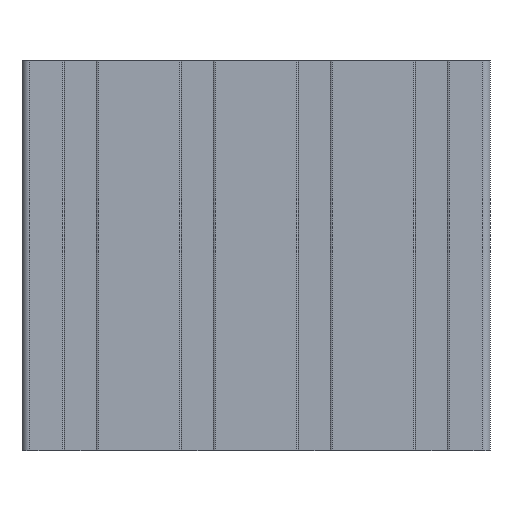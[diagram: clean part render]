
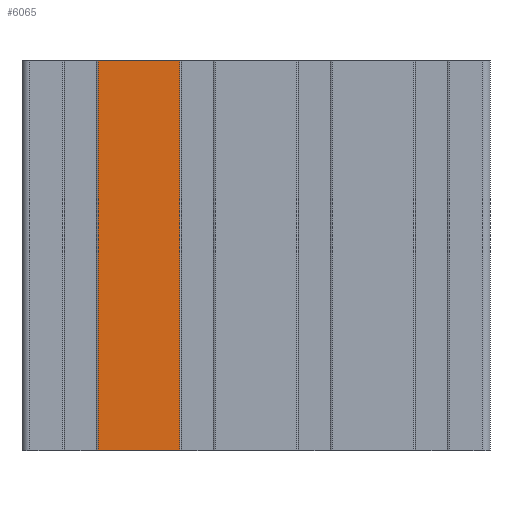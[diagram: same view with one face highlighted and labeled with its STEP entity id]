
A CAD part, front view. The second image highlights one B-rep face of the part: STEP entity #6065.
In plain terms, the highlighted planar face has unit normal (0, -1, 0).
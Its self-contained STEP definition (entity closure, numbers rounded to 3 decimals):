
#47=PLANE('',#6551);
#211=FACE_OUTER_BOUND('',#540,.T.);
#540=EDGE_LOOP('',(#4365,#4366,#4367,#4368));
#938=LINE('',#9219,#1562);
#1038=LINE('',#9602,#1662);
#1039=LINE('',#9605,#1663);
#1040=LINE('',#9606,#1664);
#1562=VECTOR('',#7244,20.8);
#1662=VECTOR('',#7546,100.);
#1663=VECTOR('',#7549,100.);
#1664=VECTOR('',#7550,20.8);
#2578=VERTEX_POINT('',#9216);
#2579=VERTEX_POINT('',#9218);
#2760=VERTEX_POINT('',#9598);
#2762=VERTEX_POINT('',#9604);
#3212=EDGE_CURVE('',#2579,#2578,#938,.T.);
#3404=EDGE_CURVE('',#2579,#2760,#1038,.T.);
#3405=EDGE_CURVE('',#2762,#2578,#1039,.T.);
#3406=EDGE_CURVE('',#2760,#2762,#1040,.T.);
#4365=ORIENTED_EDGE('',*,*,#3404,.F.);
#4366=ORIENTED_EDGE('',*,*,#3212,.T.);
#4367=ORIENTED_EDGE('',*,*,#3405,.F.);
#4368=ORIENTED_EDGE('',*,*,#3406,.F.);
#6065=ADVANCED_FACE('',(#211),#47,.T.);
#6551=AXIS2_PLACEMENT_3D('',#9603,#7547,#7548);
#7244=DIRECTION('',(1.,0.,0.));
#7546=DIRECTION('',(0.,0.,1.));
#7547=DIRECTION('center_axis',(0.,-1.,0.));
#7548=DIRECTION('ref_axis',(1.,0.,0.));
#7549=DIRECTION('',(0.,0.,-1.));
#7550=DIRECTION('',(1.,0.,0.));
#9216=CARTESIAN_POINT('',(-19.6,-15.,0.));
#9218=CARTESIAN_POINT('',(-40.4,-15.,0.));
#9219=CARTESIAN_POINT('',(-40.9,-15.,0.));
#9598=CARTESIAN_POINT('',(-40.4,-15.,100.));
#9602=CARTESIAN_POINT('',(-40.4,-15.,0.));
#9603=CARTESIAN_POINT('Origin',(-40.9,-15.,0.));
#9604=CARTESIAN_POINT('',(-19.6,-15.,100.));
#9605=CARTESIAN_POINT('',(-19.6,-15.,0.));
#9606=CARTESIAN_POINT('',(-40.9,-15.,100.));
